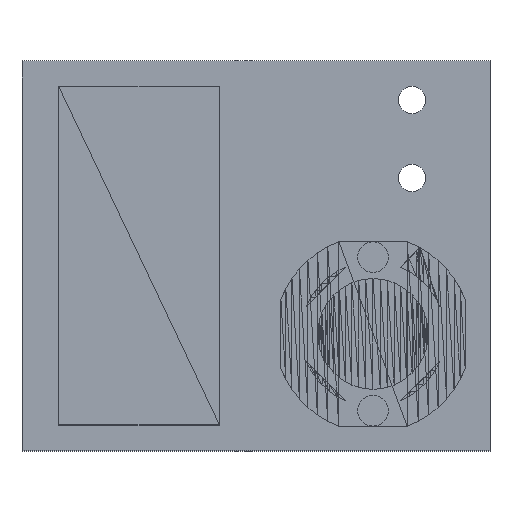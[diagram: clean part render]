
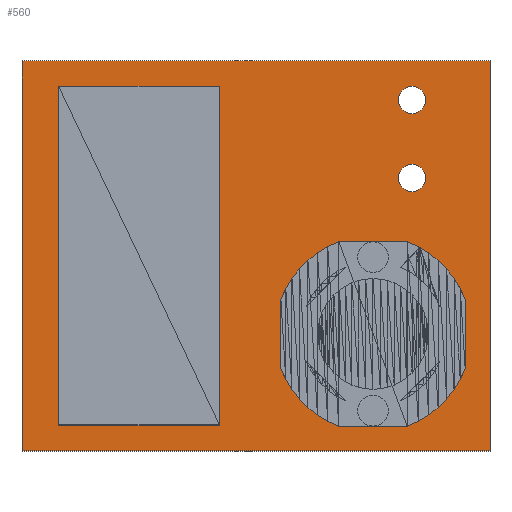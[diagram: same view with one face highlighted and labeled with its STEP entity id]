
A CAD part, top view. The second image highlights one B-rep face of the part: STEP entity #560.
In plain terms, the highlighted planar face has unit normal (0, 0, 1).
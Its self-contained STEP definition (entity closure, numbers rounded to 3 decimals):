
#45 = VERTEX_POINT('',#46);
#46 = CARTESIAN_POINT('',(0.,12.7,0.));
#63 = VERTEX_POINT('',#64);
#64 = CARTESIAN_POINT('',(15.24,12.7,0.));
#70 = EDGE_CURVE('',#45,#63,#71,.T.);
#71 = LINE('',#72,#73);
#72 = CARTESIAN_POINT('',(0.,12.7,0.));
#73 = VECTOR('',#74,1.);
#74 = DIRECTION('',(1.,0.,0.));
#94 = VERTEX_POINT('',#95);
#95 = CARTESIAN_POINT('',(15.24,0.,0.));
#101 = EDGE_CURVE('',#63,#94,#102,.T.);
#102 = LINE('',#103,#104);
#103 = CARTESIAN_POINT('',(15.24,12.7,0.));
#104 = VECTOR('',#105,1.);
#105 = DIRECTION('',(0.,-1.,0.));
#125 = VERTEX_POINT('',#126);
#126 = CARTESIAN_POINT('',(0.,0.,0.));
#132 = EDGE_CURVE('',#94,#125,#133,.T.);
#133 = LINE('',#134,#135);
#134 = CARTESIAN_POINT('',(15.24,0.,0.));
#135 = VECTOR('',#136,1.);
#136 = DIRECTION('',(-1.,0.,0.));
#154 = EDGE_CURVE('',#125,#45,#155,.T.);
#155 = LINE('',#156,#157);
#156 = CARTESIAN_POINT('',(0.,0.,0.));
#157 = VECTOR('',#158,1.);
#158 = DIRECTION('',(0.,1.,0.));
#169 = VERTEX_POINT('',#170);
#170 = CARTESIAN_POINT('',(5.72,10.16,0.));
#186 = EDGE_CURVE('',#169,#169,#187,.T.);
#187 = CIRCLE('',#188,0.64);
#188 = AXIS2_PLACEMENT_3D('',#189,#190,#191);
#189 = CARTESIAN_POINT('',(5.08,10.16,0.));
#190 = DIRECTION('',(0.,0.,-1.));
#191 = DIRECTION('',(1.,0.,0.));
#202 = VERTEX_POINT('',#203);
#203 = CARTESIAN_POINT('',(3.18,10.16,0.));
#219 = EDGE_CURVE('',#202,#202,#220,.T.);
#220 = CIRCLE('',#221,0.64);
#221 = AXIS2_PLACEMENT_3D('',#222,#223,#224);
#222 = CARTESIAN_POINT('',(2.54,10.16,0.));
#223 = DIRECTION('',(0.,0.,-1.));
#224 = DIRECTION('',(1.,0.,0.));
#235 = VERTEX_POINT('',#236);
#236 = CARTESIAN_POINT('',(5.72,7.62,0.));
#252 = EDGE_CURVE('',#235,#235,#253,.T.);
#253 = CIRCLE('',#254,0.64);
#254 = AXIS2_PLACEMENT_3D('',#255,#256,#257);
#255 = CARTESIAN_POINT('',(5.08,7.62,0.));
#256 = DIRECTION('',(0.,0.,-1.));
#257 = DIRECTION('',(1.,0.,0.));
#268 = VERTEX_POINT('',#269);
#269 = CARTESIAN_POINT('',(3.18,7.62,0.));
#285 = EDGE_CURVE('',#268,#268,#286,.T.);
#286 = CIRCLE('',#287,0.64);
#287 = AXIS2_PLACEMENT_3D('',#288,#289,#290);
#288 = CARTESIAN_POINT('',(2.54,7.62,0.));
#289 = DIRECTION('',(0.,0.,-1.));
#290 = DIRECTION('',(1.,0.,0.));
#301 = VERTEX_POINT('',#302);
#302 = CARTESIAN_POINT('',(5.72,5.08,0.));
#318 = EDGE_CURVE('',#301,#301,#319,.T.);
#319 = CIRCLE('',#320,0.64);
#320 = AXIS2_PLACEMENT_3D('',#321,#322,#323);
#321 = CARTESIAN_POINT('',(5.08,5.08,0.));
#322 = DIRECTION('',(0.,0.,-1.));
#323 = DIRECTION('',(1.,0.,0.));
#334 = VERTEX_POINT('',#335);
#335 = CARTESIAN_POINT('',(3.18,5.08,0.));
#351 = EDGE_CURVE('',#334,#334,#352,.T.);
#352 = CIRCLE('',#353,0.64);
#353 = AXIS2_PLACEMENT_3D('',#354,#355,#356);
#354 = CARTESIAN_POINT('',(2.54,5.08,0.));
#355 = DIRECTION('',(0.,0.,-1.));
#356 = DIRECTION('',(1.,0.,0.));
#367 = VERTEX_POINT('',#368);
#368 = CARTESIAN_POINT('',(5.72,2.54,0.));
#384 = EDGE_CURVE('',#367,#367,#385,.T.);
#385 = CIRCLE('',#386,0.64);
#386 = AXIS2_PLACEMENT_3D('',#387,#388,#389);
#387 = CARTESIAN_POINT('',(5.08,2.54,0.));
#388 = DIRECTION('',(0.,0.,-1.));
#389 = DIRECTION('',(1.,0.,0.));
#400 = VERTEX_POINT('',#401);
#401 = CARTESIAN_POINT('',(3.18,2.54,0.));
#417 = EDGE_CURVE('',#400,#400,#418,.T.);
#418 = CIRCLE('',#419,0.64);
#419 = AXIS2_PLACEMENT_3D('',#420,#421,#422);
#420 = CARTESIAN_POINT('',(2.54,2.54,0.));
#421 = DIRECTION('',(0.,0.,-1.));
#422 = DIRECTION('',(1.,0.,0.));
#433 = VERTEX_POINT('',#434);
#434 = CARTESIAN_POINT('',(13.144,8.89,0.));
#450 = EDGE_CURVE('',#433,#433,#451,.T.);
#451 = CIRCLE('',#452,0.445);
#452 = AXIS2_PLACEMENT_3D('',#453,#454,#455);
#453 = CARTESIAN_POINT('',(12.7,8.89,0.));
#454 = DIRECTION('',(0.,0.,-1.));
#455 = DIRECTION('',(1.,0.,0.));
#466 = VERTEX_POINT('',#467);
#467 = CARTESIAN_POINT('',(13.144,11.43,0.));
#483 = EDGE_CURVE('',#466,#466,#484,.T.);
#484 = CIRCLE('',#485,0.445);
#485 = AXIS2_PLACEMENT_3D('',#486,#487,#488);
#486 = CARTESIAN_POINT('',(12.7,11.43,0.));
#487 = DIRECTION('',(0.,0.,-1.));
#488 = DIRECTION('',(1.,0.,0.));
#499 = VERTEX_POINT('',#500);
#500 = CARTESIAN_POINT('',(11.93,6.31,0.));
#516 = EDGE_CURVE('',#499,#499,#517,.T.);
#517 = CIRCLE('',#518,0.5);
#518 = AXIS2_PLACEMENT_3D('',#519,#520,#521);
#519 = CARTESIAN_POINT('',(11.43,6.31,0.));
#520 = DIRECTION('',(0.,0.,-1.));
#521 = DIRECTION('',(1.,0.,0.));
#532 = VERTEX_POINT('',#533);
#533 = CARTESIAN_POINT('',(11.93,1.31,0.));
#549 = EDGE_CURVE('',#532,#532,#550,.T.);
#550 = CIRCLE('',#551,0.5);
#551 = AXIS2_PLACEMENT_3D('',#552,#553,#554);
#552 = CARTESIAN_POINT('',(11.43,1.31,0.));
#553 = DIRECTION('',(0.,0.,-1.));
#554 = DIRECTION('',(1.,0.,0.));
#560 = ADVANCED_FACE('',(#561,#567,#570,#573,#576,#579,#582,#585,#588,
    #591,#594,#597,#600),#603,.T.);
#561 = FACE_BOUND('',#562,.F.);
#562 = EDGE_LOOP('',(#563,#564,#565,#566));
#563 = ORIENTED_EDGE('',*,*,#70,.T.);
#564 = ORIENTED_EDGE('',*,*,#101,.T.);
#565 = ORIENTED_EDGE('',*,*,#132,.T.);
#566 = ORIENTED_EDGE('',*,*,#154,.T.);
#567 = FACE_BOUND('',#568,.F.);
#568 = EDGE_LOOP('',(#569));
#569 = ORIENTED_EDGE('',*,*,#186,.T.);
#570 = FACE_BOUND('',#571,.F.);
#571 = EDGE_LOOP('',(#572));
#572 = ORIENTED_EDGE('',*,*,#219,.T.);
#573 = FACE_BOUND('',#574,.F.);
#574 = EDGE_LOOP('',(#575));
#575 = ORIENTED_EDGE('',*,*,#252,.T.);
#576 = FACE_BOUND('',#577,.F.);
#577 = EDGE_LOOP('',(#578));
#578 = ORIENTED_EDGE('',*,*,#285,.T.);
#579 = FACE_BOUND('',#580,.F.);
#580 = EDGE_LOOP('',(#581));
#581 = ORIENTED_EDGE('',*,*,#318,.T.);
#582 = FACE_BOUND('',#583,.F.);
#583 = EDGE_LOOP('',(#584));
#584 = ORIENTED_EDGE('',*,*,#351,.T.);
#585 = FACE_BOUND('',#586,.F.);
#586 = EDGE_LOOP('',(#587));
#587 = ORIENTED_EDGE('',*,*,#384,.T.);
#588 = FACE_BOUND('',#589,.F.);
#589 = EDGE_LOOP('',(#590));
#590 = ORIENTED_EDGE('',*,*,#417,.T.);
#591 = FACE_BOUND('',#592,.F.);
#592 = EDGE_LOOP('',(#593));
#593 = ORIENTED_EDGE('',*,*,#450,.T.);
#594 = FACE_BOUND('',#595,.F.);
#595 = EDGE_LOOP('',(#596));
#596 = ORIENTED_EDGE('',*,*,#483,.T.);
#597 = FACE_BOUND('',#598,.F.);
#598 = EDGE_LOOP('',(#599));
#599 = ORIENTED_EDGE('',*,*,#516,.T.);
#600 = FACE_BOUND('',#601,.F.);
#601 = EDGE_LOOP('',(#602));
#602 = ORIENTED_EDGE('',*,*,#549,.T.);
#603 = PLANE('',#604);
#604 = AXIS2_PLACEMENT_3D('',#605,#606,#607);
#605 = CARTESIAN_POINT('',(0.,12.7,0.));
#606 = DIRECTION('',(0.,0.,1.));
#607 = DIRECTION('',(1.,0.,0.));
